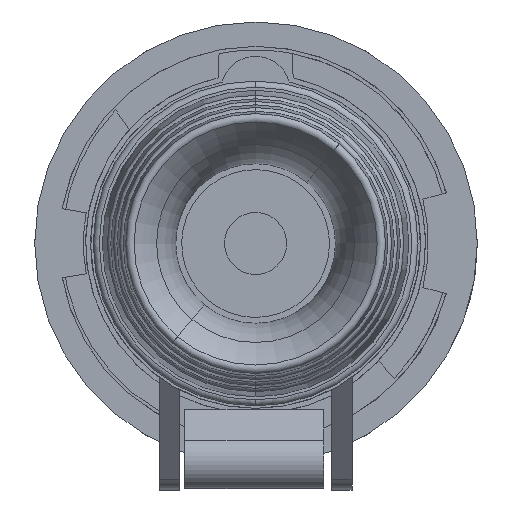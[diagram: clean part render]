
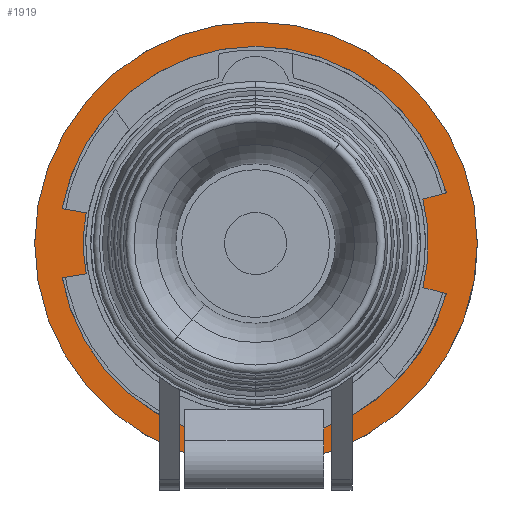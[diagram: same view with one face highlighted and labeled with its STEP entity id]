
A CAD part, front view. The second image highlights one B-rep face of the part: STEP entity #1919.
In plain terms, the highlighted planar face has unit normal (0, -1, 0).
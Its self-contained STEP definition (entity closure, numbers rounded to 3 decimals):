
#84 = FACE_BOUND ( 'NONE', #8305, .T. ) ;
#164 = EDGE_CURVE ( 'NONE', #9369, #4972, #9349, .T. ) ;
#318 = CARTESIAN_POINT ( 'NONE',  ( 0.1, 65.05, 0.05 ) ) ;
#580 = CIRCLE ( 'NONE', #4793, 48.5 ) ;
#617 = CARTESIAN_POINT ( 'NONE',  ( 0.1, 65.05, 48.55 ) ) ;
#625 = ORIENTED_EDGE ( 'NONE', *, *, #164, .F. ) ;
#627 = DIRECTION ( 'NONE',  ( 0., 0., 1. ) ) ;
#672 = VERTEX_POINT ( 'NONE', #2375 ) ;
#805 = CARTESIAN_POINT ( 'NONE',  ( -41.733, 65.05, 7.55 ) ) ;
#940 = DIRECTION ( 'NONE',  ( 0., 0., 1. ) ) ;
#1108 = DIRECTION ( 'NONE',  ( 0., 0., 1. ) ) ;
#1176 = AXIS2_PLACEMENT_3D ( 'NONE', #318, #1336, #1108 ) ;
#1221 = ORIENTED_EDGE ( 'NONE', *, *, #9871, .T. ) ;
#1336 = DIRECTION ( 'NONE',  ( 0., -1., 0. ) ) ;
#1356 = VECTOR ( 'NONE', #8034, 1000. ) ;
#1469 = CARTESIAN_POINT ( 'NONE',  ( -41.733, 65.05, 7.55 ) ) ;
#1698 = DIRECTION ( 'NONE',  ( 0., 1., 0. ) ) ;
#1884 = CIRCLE ( 'NONE', #3767, 54.5 ) ;
#1919 = ADVANCED_FACE ( 'NONE', ( #13795, #84 ), #3853, .F. ) ;
#2073 = DIRECTION ( 'NONE',  ( 0., 0., 1. ) ) ;
#2169 = VERTEX_POINT ( 'NONE', #3110 ) ;
#2375 = CARTESIAN_POINT ( 'NONE',  ( 41.185, 65.05, 10.925 ) ) ;
#2549 = AXIS2_PLACEMENT_3D ( 'NONE', #11240, #8897, #4629 ) ;
#2580 = VECTOR ( 'NONE', #2877, 1000. ) ;
#2721 = DIRECTION ( 'NONE',  ( -0.967, 0., -0.256 ) ) ;
#2738 = LINE ( 'NONE', #7202, #2580 ) ;
#2747 = CARTESIAN_POINT ( 'NONE',  ( -47.649, 65.05, 8.55 ) ) ;
#2840 = EDGE_CURVE ( 'NONE', #672, #11748, #3072, .T. ) ;
#2877 = DIRECTION ( 'NONE',  ( -1., 0., 0. ) ) ;
#3039 = CARTESIAN_POINT ( 'NONE',  ( 0.1, 65.05, 0.05 ) ) ;
#3061 = ORIENTED_EDGE ( 'NONE', *, *, #12262, .T. ) ;
#3072 = CIRCLE ( 'NONE', #12582, 42.5 ) ;
#3084 = LINE ( 'NONE', #1469, #6468 ) ;
#3110 = CARTESIAN_POINT ( 'NONE',  ( -16.9, 65.05, -45.373 ) ) ;
#3416 = DIRECTION ( 'NONE',  ( 0., 0., 1. ) ) ;
#3500 = ORIENTED_EDGE ( 'NONE', *, *, #6692, .F. ) ;
#3767 = AXIS2_PLACEMENT_3D ( 'NONE', #13838, #12881, #11731 ) ;
#3853 = PLANE ( 'NONE',  #10855 ) ;
#3995 = CARTESIAN_POINT ( 'NONE',  ( 0.1, 65.05, 0.05 ) ) ;
#4176 = DIRECTION ( 'NONE',  ( 0., 0., -1. ) ) ;
#4483 = CARTESIAN_POINT ( 'NONE',  ( -41.733, 65.05, -7.45 ) ) ;
#4490 = VERTEX_POINT ( 'NONE', #2747 ) ;
#4588 = VERTEX_POINT ( 'NONE', #11282 ) ;
#4629 = DIRECTION ( 'NONE',  ( 0., 0., 1. ) ) ;
#4793 = AXIS2_PLACEMENT_3D ( 'NONE', #3039, #14263, #2073 ) ;
#4821 = CIRCLE ( 'NONE', #12907, 48.5 ) ;
#4882 = DIRECTION ( 'NONE',  ( 0., 0., 1. ) ) ;
#4972 = VERTEX_POINT ( 'NONE', #9703 ) ;
#4976 = EDGE_LOOP ( 'NONE', ( #9166, #13986 ) ) ;
#5154 = VERTEX_POINT ( 'NONE', #10303 ) ;
#5310 = AXIS2_PLACEMENT_3D ( 'NONE', #5475, #5408, #13082 ) ;
#5408 = DIRECTION ( 'NONE',  ( 0., 1., 0. ) ) ;
#5475 = CARTESIAN_POINT ( 'NONE',  ( 0.1, 65.05, 0.05 ) ) ;
#5635 = EDGE_CURVE ( 'NONE', #11748, #4972, #5688, .T. ) ;
#5688 = LINE ( 'NONE', #13736, #10395 ) ;
#5877 = LINE ( 'NONE', #4483, #1356 ) ;
#6107 = AXIS2_PLACEMENT_3D ( 'NONE', #9709, #14106, #4176 ) ;
#6116 = CARTESIAN_POINT ( 'NONE',  ( 0.1, 65.05, 0.05 ) ) ;
#6124 = EDGE_CURVE ( 'NONE', #2169, #9369, #580, .T. ) ;
#6431 = CARTESIAN_POINT ( 'NONE',  ( 46.985, 65.05, 12.46 ) ) ;
#6455 = VERTEX_POINT ( 'NONE', #10846 ) ;
#6468 = VECTOR ( 'NONE', #7536, 1000. ) ;
#6544 = CARTESIAN_POINT ( 'NONE',  ( -17.45, 65.05, -45.373 ) ) ;
#6547 = ORIENTED_EDGE ( 'NONE', *, *, #5635, .T. ) ;
#6601 = ORIENTED_EDGE ( 'NONE', *, *, #6124, .F. ) ;
#6692 = EDGE_CURVE ( 'NONE', #13982, #10500, #10244, .T. ) ;
#6941 = ORIENTED_EDGE ( 'NONE', *, *, #13569, .T. ) ;
#6980 = ORIENTED_EDGE ( 'NONE', *, *, #9252, .T. ) ;
#6994 = DIRECTION ( 'NONE',  ( 0., -1., 0. ) ) ;
#7137 = VECTOR ( 'NONE', #2721, 1000. ) ;
#7178 = AXIS2_PLACEMENT_3D ( 'NONE', #6116, #10681, #627 ) ;
#7202 = CARTESIAN_POINT ( 'NONE',  ( 0.1, 65.05, -45.373 ) ) ;
#7486 = EDGE_CURVE ( 'NONE', #11048, #4588, #5877, .T. ) ;
#7536 = DIRECTION ( 'NONE',  ( -0.986, 0., 0.167 ) ) ;
#7702 = VECTOR ( 'NONE', #3416, 1000. ) ;
#8034 = DIRECTION ( 'NONE',  ( 0.986, 0., 0.167 ) ) ;
#8223 = DIRECTION ( 'NONE',  ( 0.967, 0., -0.256 ) ) ;
#8305 = EDGE_LOOP ( 'NONE', ( #6601, #11394, #6980, #11691, #14332, #1221, #6941, #14011, #3500, #3061, #13663, #6547, #625 ) ) ;
#8325 = CIRCLE ( 'NONE', #7178, 48.5 ) ;
#8430 = DIRECTION ( 'NONE',  ( 0., 0., -1. ) ) ;
#8897 = DIRECTION ( 'NONE',  ( 0., -1., 0. ) ) ;
#9074 = EDGE_CURVE ( 'NONE', #2169, #13287, #2738, .T. ) ;
#9093 = VERTEX_POINT ( 'NONE', #13849 ) ;
#9166 = ORIENTED_EDGE ( 'NONE', *, *, #9764, .F. ) ;
#9252 = EDGE_CURVE ( 'NONE', #13287, #9093, #14282, .T. ) ;
#9349 = CIRCLE ( 'NONE', #1176, 48.5 ) ;
#9369 = VERTEX_POINT ( 'NONE', #9958 ) ;
#9483 = CARTESIAN_POINT ( 'NONE',  ( -47.649, 65.05, -8.45 ) ) ;
#9703 = CARTESIAN_POINT ( 'NONE',  ( 46.985, 65.05, -12.36 ) ) ;
#9709 = CARTESIAN_POINT ( 'NONE',  ( 0.1, 65.05, 0.05 ) ) ;
#9764 = EDGE_CURVE ( 'NONE', #5154, #6455, #1884, .T. ) ;
#9860 = VERTEX_POINT ( 'NONE', #805 ) ;
#9871 = EDGE_CURVE ( 'NONE', #4588, #9860, #12350, .T. ) ;
#9958 = CARTESIAN_POINT ( 'NONE',  ( 0.1, 65.05, -48.45 ) ) ;
#10244 = CIRCLE ( 'NONE', #2549, 48.5 ) ;
#10303 = CARTESIAN_POINT ( 'NONE',  ( 0.1, 65.05, 54.55 ) ) ;
#10308 = LINE ( 'NONE', #11381, #7137 ) ;
#10395 = VECTOR ( 'NONE', #8223, 1000. ) ;
#10434 = EDGE_CURVE ( 'NONE', #11048, #9093, #4821, .T. ) ;
#10500 = VERTEX_POINT ( 'NONE', #617 ) ;
#10681 = DIRECTION ( 'NONE',  ( 0., -1., 0. ) ) ;
#10846 = CARTESIAN_POINT ( 'NONE',  ( 0.1, 65.05, -54.45 ) ) ;
#10855 = AXIS2_PLACEMENT_3D ( 'NONE', #3995, #1698, #8430 ) ;
#11048 = VERTEX_POINT ( 'NONE', #9483 ) ;
#11194 = CARTESIAN_POINT ( 'NONE',  ( -17.45, 65.05, 0.05 ) ) ;
#11225 = EDGE_CURVE ( 'NONE', #6455, #5154, #11791, .T. ) ;
#11240 = CARTESIAN_POINT ( 'NONE',  ( 0.1, 65.05, 0.05 ) ) ;
#11282 = CARTESIAN_POINT ( 'NONE',  ( -41.733, 65.05, -7.45 ) ) ;
#11381 = CARTESIAN_POINT ( 'NONE',  ( 41.185, 65.05, 10.925 ) ) ;
#11394 = ORIENTED_EDGE ( 'NONE', *, *, #9074, .T. ) ;
#11691 = ORIENTED_EDGE ( 'NONE', *, *, #10434, .F. ) ;
#11731 = DIRECTION ( 'NONE',  ( 0., 0., -1. ) ) ;
#11748 = VERTEX_POINT ( 'NONE', #12378 ) ;
#11791 = CIRCLE ( 'NONE', #5310, 54.5 ) ;
#11925 = DIRECTION ( 'NONE',  ( 0., 1., 0. ) ) ;
#12262 = EDGE_CURVE ( 'NONE', #13982, #672, #10308, .T. ) ;
#12350 = CIRCLE ( 'NONE', #6107, 42.5 ) ;
#12378 = CARTESIAN_POINT ( 'NONE',  ( 41.185, 65.05, -10.825 ) ) ;
#12582 = AXIS2_PLACEMENT_3D ( 'NONE', #14090, #11925, #940 ) ;
#12881 = DIRECTION ( 'NONE',  ( 0., 1., 0. ) ) ;
#12907 = AXIS2_PLACEMENT_3D ( 'NONE', #13568, #6994, #4882 ) ;
#13002 = EDGE_CURVE ( 'NONE', #10500, #4490, #8325, .T. ) ;
#13082 = DIRECTION ( 'NONE',  ( 0., 0., -1. ) ) ;
#13287 = VERTEX_POINT ( 'NONE', #6544 ) ;
#13568 = CARTESIAN_POINT ( 'NONE',  ( 0.1, 65.05, 0.05 ) ) ;
#13569 = EDGE_CURVE ( 'NONE', #9860, #4490, #3084, .T. ) ;
#13663 = ORIENTED_EDGE ( 'NONE', *, *, #2840, .T. ) ;
#13736 = CARTESIAN_POINT ( 'NONE',  ( 41.185, 65.05, -10.825 ) ) ;
#13795 = FACE_OUTER_BOUND ( 'NONE', #4976, .T. ) ;
#13838 = CARTESIAN_POINT ( 'NONE',  ( 0.1, 65.05, 0.05 ) ) ;
#13849 = CARTESIAN_POINT ( 'NONE',  ( -17.45, 65.05, -45.163 ) ) ;
#13982 = VERTEX_POINT ( 'NONE', #6431 ) ;
#13986 = ORIENTED_EDGE ( 'NONE', *, *, #11225, .F. ) ;
#14011 = ORIENTED_EDGE ( 'NONE', *, *, #13002, .F. ) ;
#14090 = CARTESIAN_POINT ( 'NONE',  ( 0.1, 65.05, 0.05 ) ) ;
#14106 = DIRECTION ( 'NONE',  ( 0., 1., 0. ) ) ;
#14263 = DIRECTION ( 'NONE',  ( 0., -1., 0. ) ) ;
#14282 = LINE ( 'NONE', #11194, #7702 ) ;
#14332 = ORIENTED_EDGE ( 'NONE', *, *, #7486, .T. ) ;
